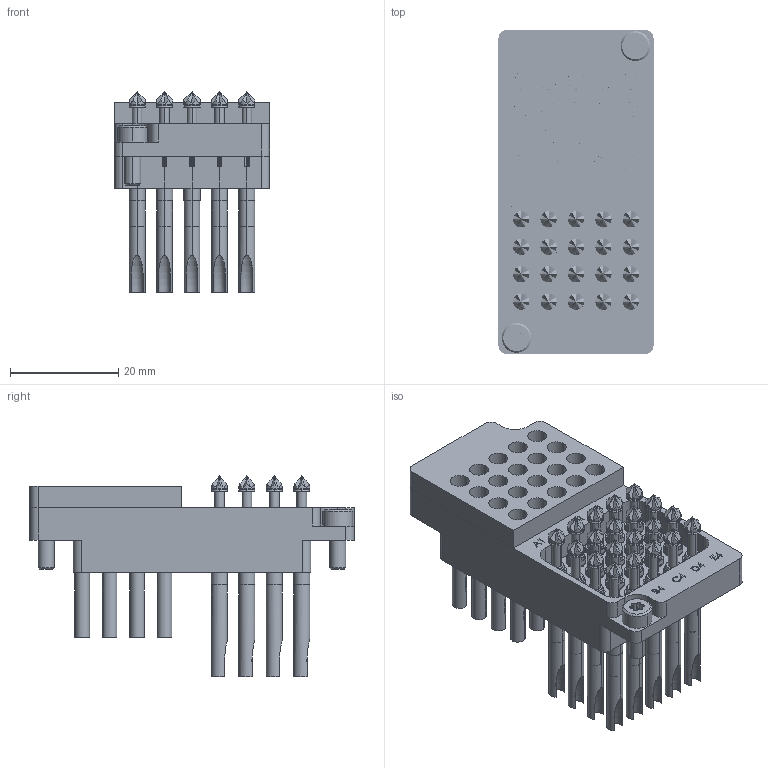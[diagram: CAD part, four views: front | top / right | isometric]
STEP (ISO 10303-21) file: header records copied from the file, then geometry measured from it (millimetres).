
FILE_DESCRIPTION (( 'STEP AP214' ), '1' );
FILE_NAME ('INGUN_45303.STEP', '2023-01-17T13:52:04', ( '' ), ( '' ), 'SwSTEP 2.0', 'SolidWorks 2021', '' );
FILE_SCHEMA (( 'AUTOMOTIVE_DESIGN' ));
Length unit declared in the file: millimetre
Products named in the file (9): KS-004-Master__ADA~ks_KS-004 35 G-K; INGUN_45303; KS-113-Master__ADA~ks_KS-113 30 M2-R; 45207~0; INFO_4614~0_SBP-T_Kontaktierung-Seite<S>; 45304~1; HSS-120-0090__ADA~hss_S; DIN912~n_M03,0x008; 45304~1_S
Assembly tree (66 placements, depth 3):
  INGUN_45303
    45304~1_S
      45304~1
      INFO_4614~0_SBP-T_Kontaktierung-Seite<S>
    KS-004-Master__ADA~ks_KS-004 35 G-K  x20
    KS-113-Master__ADA~ks_KS-113 30 M2-R  x20
    HSS-120-0090__ADA~hss_S  x20
    45207~0
    DIN912~n_M03,0x008  x2
Bounding box: 28.7 x 60 x 37.3 mm (x, y, z)
Volume: 23935.9 mm3; surface area: 26277.7 mm2
Topology: 142 solids, 142 shells, 7530 faces, 17815 edges, 10734 vertices
Faces by surface type: plane 5204, cylinder 1768, bspline 290, torus 140, cone 128
Entity records: 28351 total; most frequent: CARTESIAN_POINT 7748, DIRECTION 4135, ORIENTED_EDGE 4024, EDGE_CURVE 2012, AXIS2_PLACEMENT_3D 1458, VERTEX_POINT 1283, LINE 1219, VECTOR 1219
